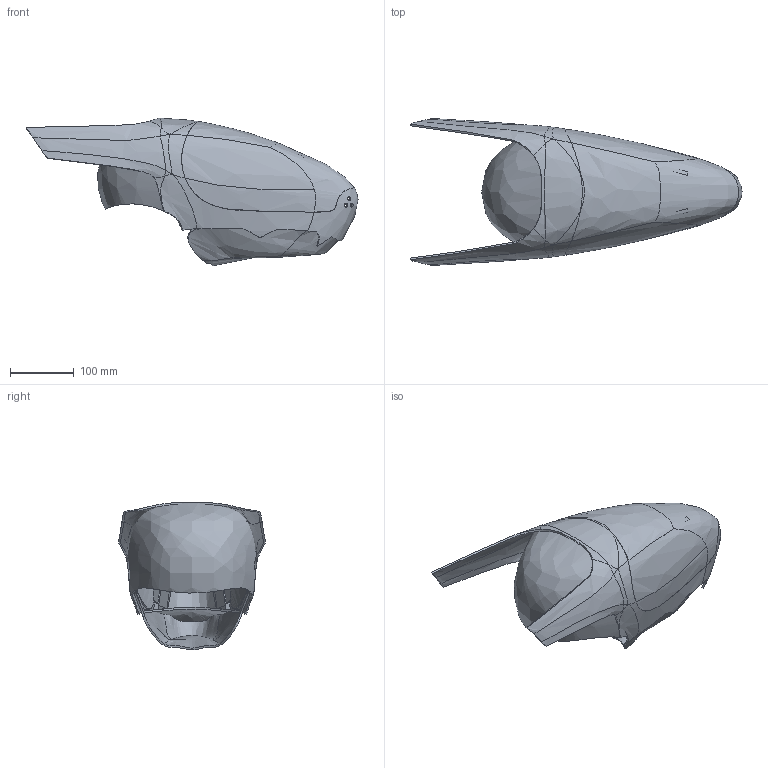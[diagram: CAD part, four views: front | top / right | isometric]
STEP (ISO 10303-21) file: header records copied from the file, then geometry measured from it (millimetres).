
FILE_DESCRIPTION(/* description */ (''),/* implementation_level */ '2;1');
FILE_NAME(/* name */ 'XCR Head DX v4.step',/* time_stamp */ '2024-04-17T08:30:48+10:00',/* author */ (''),/* organization */ (''),/* preprocessor_version */ 'ST-DEVELOPER v20',/* originating_system */ 'Autodesk Translation Framework v12.20.1.177',/* authorisation */ '');
FILE_SCHEMA (('AUTOMOTIVE_DESIGN { 1 0 10303 214 3 1 1 }','AP242_MANAGED_MODEL_BASED_3D_ENGINEERING_MIM_LF { 1 0 10303 442 3 1 4 }'));
Products named in the file (1): XCR Head DX
Bounding box: 522.79 x 231.61 x 232.87 mm (x, y, z)
Volume: 899088.5 mm3; surface area: 691412.4 mm2
Topology: 12 solids, 12 shells, 397 faces, 1089 edges, 716 vertices
Faces by surface type: bspline 313, plane 56, cylinder 26, torus 2
Full cylindrical faces by diameter (mm): 2.8 x4, 4 x2, 4.4 x4, 6 x6
Entity records: 44636 total; most frequent: CARTESIAN_POINT 36856, ORIENTED_EDGE 2160, EDGE_CURVE 1080, B_SPLINE_CURVE_WITH_KNOTS 757, VERTEX_POINT 716, DIRECTION 606, EDGE_LOOP 428, FACE_OUTER_BOUND 397
